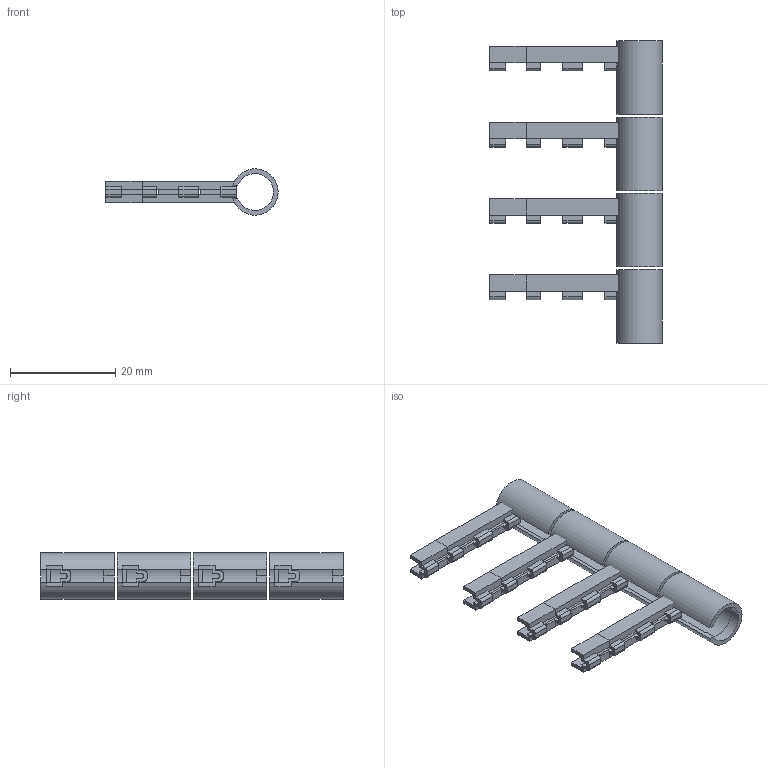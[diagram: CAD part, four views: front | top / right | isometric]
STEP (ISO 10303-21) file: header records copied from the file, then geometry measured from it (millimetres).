
FILE_DESCRIPTION (( 'STEP AP214' ), '1' );
FILE_NAME ('7mm motorholders set of 4.STEP', '2016-08-23T13:09:44', ( '' ), ( '' ), 'SwSTEP 2.0', 'SolidWorks 2014', '' );
FILE_SCHEMA (( 'AUTOMOTIVE_DESIGN' ));
Length unit declared in the file: millimetre
Products named in the file (6): Motor holder 7 mm with longer arm; Motor holder 7 mm; Motor holder sylinder 7mm; Arm without holder for motor; Arm without holder for motor extension; 7mm motorholders set of 4
Assembly tree (8 placements, depth 4):
  7mm motorholders set of 4
    Motor holder 7 mm with longer arm  x4
      Motor holder 7 mm
        Arm without holder for motor
        Motor holder sylinder 7mm
      Arm without holder for motor extension
Bounding box: 32.78 x 57.5 x 8.78 mm (x, y, z)
Volume: 1674.6 mm3; surface area: 5317.1 mm2
Topology: 12 solids, 12 shells, 308 faces, 960 edges, 640 vertices
Faces by surface type: plane 224, cylinder 84
Entity records: 2906 total; most frequent: CARTESIAN_POINT 490, ORIENTED_EDGE 480, DIRECTION 462, EDGE_CURVE 240, LINE 198, VECTOR 198, VERTEX_POINT 160, AXIS2_PLACEMENT_3D 132
